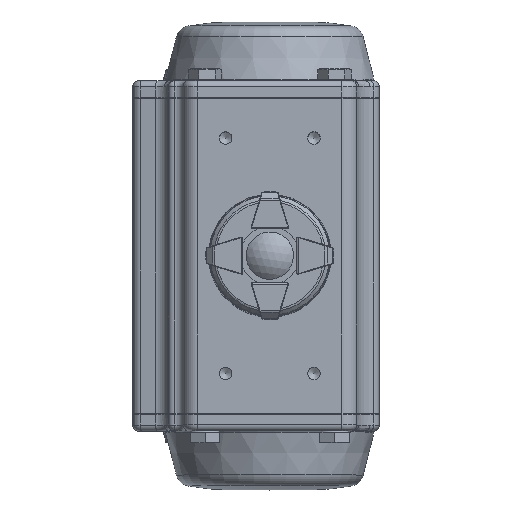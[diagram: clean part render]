
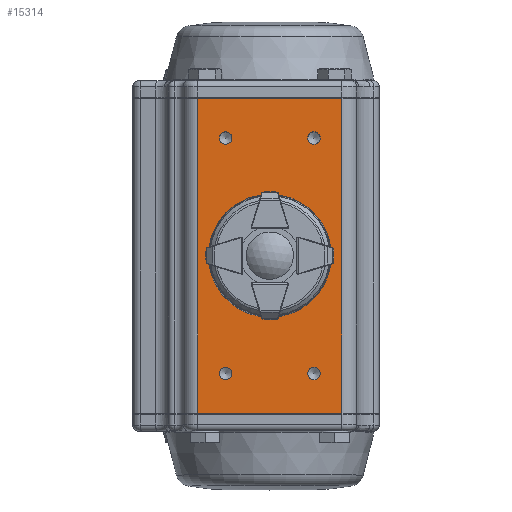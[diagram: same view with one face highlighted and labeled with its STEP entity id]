
A CAD part, top view. The second image highlights one B-rep face of the part: STEP entity #15314.
In plain terms, the highlighted face is planar.
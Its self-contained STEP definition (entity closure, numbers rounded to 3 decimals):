
#687=PLANE('',#16547);
#1287=CIRCLE('',#16406,2.1);
#1289=CIRCLE('',#16410,2.1);
#1291=CIRCLE('',#16414,2.1);
#1293=CIRCLE('',#16418,2.1);
#1295=CIRCLE('',#16421,12.45);
#3550=ORIENTED_EDGE('',*,*,#6583,.F.);
#3551=ORIENTED_EDGE('',*,*,#6678,.F.);
#3552=ORIENTED_EDGE('',*,*,#6645,.T.);
#3553=ORIENTED_EDGE('',*,*,#6679,.T.);
#3554=ORIENTED_EDGE('',*,*,#6540,.T.);
#3555=ORIENTED_EDGE('',*,*,#6538,.F.);
#3556=ORIENTED_EDGE('',*,*,#6536,.F.);
#3557=ORIENTED_EDGE('',*,*,#6534,.F.);
#3558=ORIENTED_EDGE('',*,*,#6532,.F.);
#6532=EDGE_CURVE('',#8326,#8326,#1287,.T.);
#6534=EDGE_CURVE('',#8329,#8329,#1289,.T.);
#6536=EDGE_CURVE('',#8332,#8332,#1291,.T.);
#6538=EDGE_CURVE('',#8335,#8335,#1293,.T.);
#6540=EDGE_CURVE('',#8337,#8337,#1295,.T.);
#6583=EDGE_CURVE('',#8369,#8370,#9526,.T.);
#6645=EDGE_CURVE('',#8432,#8431,#9552,.T.);
#6678=EDGE_CURVE('',#8432,#8369,#9568,.T.);
#6679=EDGE_CURVE('',#8431,#8370,#9569,.T.);
#8326=VERTEX_POINT('',#23951);
#8329=VERTEX_POINT('',#23958);
#8332=VERTEX_POINT('',#23965);
#8335=VERTEX_POINT('',#23972);
#8337=VERTEX_POINT('',#23977);
#8369=VERTEX_POINT('',#24063);
#8370=VERTEX_POINT('',#24065);
#8431=VERTEX_POINT('',#24188);
#8432=VERTEX_POINT('',#24190);
#9526=LINE('',#24064,#10498);
#9552=LINE('',#24189,#10524);
#9568=LINE('',#24254,#10540);
#9569=LINE('',#24256,#10541);
#10498=VECTOR('',#19041,1000.);
#10524=VECTOR('',#19141,1000.);
#10540=VECTOR('',#19199,1000.);
#10541=VECTOR('',#19202,1000.);
#11519=EDGE_LOOP('',(#3550,#3551,#3552,#3553));
#11520=EDGE_LOOP('',(#3554));
#11521=EDGE_LOOP('',(#3555));
#11522=EDGE_LOOP('',(#3556));
#11523=EDGE_LOOP('',(#3557));
#11524=EDGE_LOOP('',(#3558));
#12615=FACE_BOUND('',#11519,.T.);
#12616=FACE_BOUND('',#11520,.T.);
#12617=FACE_BOUND('',#11521,.T.);
#12618=FACE_BOUND('',#11522,.T.);
#12619=FACE_BOUND('',#11523,.T.);
#12620=FACE_BOUND('',#11524,.T.);
#15314=ADVANCED_FACE('',(#12615,#12616,#12617,#12618,#12619,#12620),#687,
 .T.);
#16406=AXIS2_PLACEMENT_3D('',#23950,#18926,#18927);
#16410=AXIS2_PLACEMENT_3D('',#23957,#18934,#18935);
#16414=AXIS2_PLACEMENT_3D('',#23964,#18942,#18943);
#16418=AXIS2_PLACEMENT_3D('',#23971,#18950,#18951);
#16421=AXIS2_PLACEMENT_3D('',#23976,#18956,#18957);
#16547=AXIS2_PLACEMENT_3D('',#24392,#19343,#19344);
#18926=DIRECTION('',(0.,1.,0.));
#18927=DIRECTION('',(0.,0.,1.));
#18934=DIRECTION('',(0.,1.,0.));
#18935=DIRECTION('',(0.,0.,1.));
#18942=DIRECTION('',(0.,1.,0.));
#18943=DIRECTION('',(0.,0.,1.));
#18950=DIRECTION('',(0.,1.,0.));
#18951=DIRECTION('',(0.,0.,1.));
#18956=DIRECTION('',(0.,-1.,0.));
#18957=DIRECTION('',(0.,0.,1.));
#19041=DIRECTION('',(1.,0.,0.));
#19141=DIRECTION('',(1.,0.,0.));
#19199=DIRECTION('',(0.,0.,-1.));
#19202=DIRECTION('',(0.,0.,-1.));
#19343=DIRECTION('',(0.,1.,0.));
#19344=DIRECTION('',(1.,0.,0.));
#23950=CARTESIAN_POINT('',(-15.,42.35,40.));
#23951=CARTESIAN_POINT('',(-15.,42.35,42.1));
#23957=CARTESIAN_POINT('',(15.,42.35,40.));
#23958=CARTESIAN_POINT('',(15.,42.35,42.1));
#23964=CARTESIAN_POINT('',(15.,42.35,-40.));
#23965=CARTESIAN_POINT('',(15.,42.35,-37.9));
#23971=CARTESIAN_POINT('',(-15.,42.35,-40.));
#23972=CARTESIAN_POINT('',(-15.,42.35,-37.9));
#23976=CARTESIAN_POINT('',(0.,42.35,0.));
#23977=CARTESIAN_POINT('',(0.,42.35,12.45));
#24063=CARTESIAN_POINT('',(-24.5,42.35,-53.5));
#24064=CARTESIAN_POINT('',(-24.5,42.35,-53.5));
#24065=CARTESIAN_POINT('',(24.5,42.35,-53.5));
#24188=CARTESIAN_POINT('',(24.5,42.35,53.5));
#24189=CARTESIAN_POINT('',(-24.5,42.35,53.5));
#24190=CARTESIAN_POINT('',(-24.5,42.35,53.5));
#24254=CARTESIAN_POINT('',(-24.5,42.35,53.5));
#24256=CARTESIAN_POINT('',(24.5,42.35,53.5));
#24392=CARTESIAN_POINT('',(-24.5,42.35,53.5));
